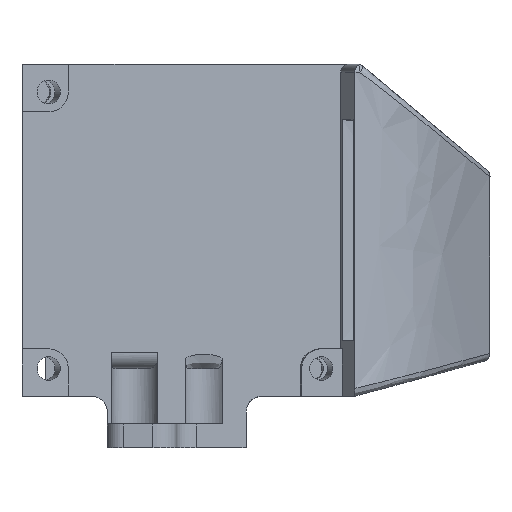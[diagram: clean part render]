
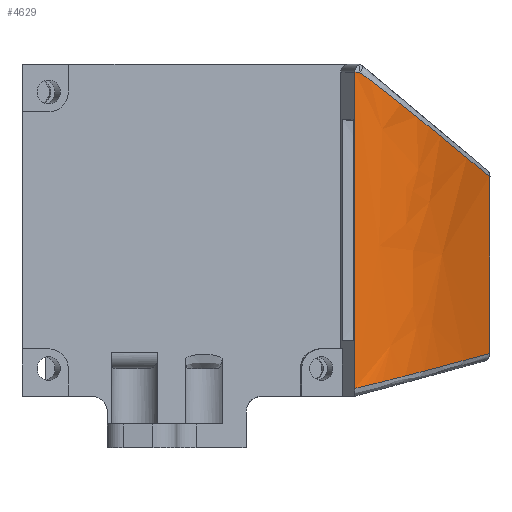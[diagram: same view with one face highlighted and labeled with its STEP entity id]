
A CAD part, left-side view. The second image highlights one B-rep face of the part: STEP entity #4629.
In plain terms, the highlighted free-form (B-spline) face has degree [3, 1] with [10, 2] control points.
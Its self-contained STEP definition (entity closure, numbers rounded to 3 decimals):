
#36=B_SPLINE_SURFACE_WITH_KNOTS('',3,1,((#7763,#7764),(#7765,#7766),(#7767,
#7768),(#7769,#7770),(#7771,#7772),(#7773,#7774),(#7775,#7776),(#7777,#7778),
(#7779,#7780),(#7781,#7782)),.UNSPECIFIED.,.F.,.F.,.F.,(4,3,3,4),(2,2),
(0.,0.5,0.858,1.),(-0.1,4.1),.UNSPECIFIED.);
#153=B_SPLINE_CURVE_WITH_KNOTS('',3,(#7570,#7571,#7572,#7573,#7574),
 .UNSPECIFIED.,.F.,.F.,(4,1,4),(-2.791,-2.095,-1.399),
 .UNSPECIFIED.);
#154=B_SPLINE_CURVE_WITH_KNOTS('',3,(#7576,#7577,#7578,#7579,#7580,#7581,
#7582),.UNSPECIFIED.,.F.,.F.,(4,2,1,4),(-1.399,-1.398,
-0.875,-0.353),.UNSPECIFIED.);
#155=B_SPLINE_CURVE_WITH_KNOTS('',3,(#7584,#7585,#7586,#7587,#7588,#7589,
#7590,#7591,#7592,#7593,#7594),.UNSPECIFIED.,.F.,.F.,(4,2,1,1,1,1,1,4),
(-0.353,-0.352,-0.26,-0.167,
-0.074,-0.028,-0.005,0.),
 .UNSPECIFIED.);
#157=B_SPLINE_CURVE_WITH_KNOTS('',3,(#7634,#7635,#7636,#7637),
 .UNSPECIFIED.,.F.,.F.,(4,4),(-2.854,-2.797),
 .UNSPECIFIED.);
#159=B_SPLINE_CURVE_WITH_KNOTS('',3,(#7687,#7688,#7689,#7690,#7691,#7692),
 .UNSPECIFIED.,.F.,.F.,(4,2,4),(-3.123,-2.765,-2.765),
 .UNSPECIFIED.);
#160=B_SPLINE_CURVE_WITH_KNOTS('',3,(#7694,#7695,#7696,#7697),
 .UNSPECIFIED.,.F.,.F.,(4,4),(-2.765,-1.58),
 .UNSPECIFIED.);
#161=B_SPLINE_CURVE_WITH_KNOTS('',3,(#7698,#7699,#7700,#7701,#7702,#7703),
 .UNSPECIFIED.,.F.,.F.,(4,2,4),(-1.58,-1.58,-0.105),
 .UNSPECIFIED.);
#162=B_SPLINE_CURVE_WITH_KNOTS('',3,(#7724,#7725,#7726,#7727),
 .UNSPECIFIED.,.F.,.F.,(4,4),(-2.779,-0.542),
 .UNSPECIFIED.);
#166=B_SPLINE_CURVE_WITH_KNOTS('',3,(#7783,#7784,#7785,#7786,#7787,#7788),
 .UNSPECIFIED.,.F.,.F.,(4,2,4),(-4.101,-2.1,-0.1),
 .UNSPECIFIED.);
#467=FACE_OUTER_BOUND('',#733,.T.);
#733=EDGE_LOOP('',(#3601,#3602,#3603,#3604,#3605,#3606,#3607,#3608,#3609));
#2134=VERTEX_POINT('',#7216);
#2150=VERTEX_POINT('',#7277);
#2160=VERTEX_POINT('',#7479);
#2162=VERTEX_POINT('',#7569);
#2163=VERTEX_POINT('',#7575);
#2164=VERTEX_POINT('',#7583);
#2167=VERTEX_POINT('',#7611);
#2168=VERTEX_POINT('',#7686);
#2169=VERTEX_POINT('',#7693);
#2692=EDGE_CURVE('',#2160,#2162,#153,.T.);
#2693=EDGE_CURVE('',#2162,#2163,#154,.T.);
#2694=EDGE_CURVE('',#2163,#2164,#155,.T.);
#2700=EDGE_CURVE('',#2134,#2150,#157,.T.);
#2702=EDGE_CURVE('',#2150,#2168,#159,.T.);
#2703=EDGE_CURVE('',#2168,#2169,#160,.T.);
#2704=EDGE_CURVE('',#2169,#2167,#161,.T.);
#2705=EDGE_CURVE('',#2167,#2160,#162,.T.);
#2711=EDGE_CURVE('',#2164,#2134,#166,.T.);
#3601=ORIENTED_EDGE('',*,*,#2694,.F.);
#3602=ORIENTED_EDGE('',*,*,#2693,.F.);
#3603=ORIENTED_EDGE('',*,*,#2692,.F.);
#3604=ORIENTED_EDGE('',*,*,#2705,.F.);
#3605=ORIENTED_EDGE('',*,*,#2704,.F.);
#3606=ORIENTED_EDGE('',*,*,#2703,.F.);
#3607=ORIENTED_EDGE('',*,*,#2702,.F.);
#3608=ORIENTED_EDGE('',*,*,#2700,.F.);
#3609=ORIENTED_EDGE('',*,*,#2711,.F.);
#4629=ADVANCED_FACE('',(#467),#36,.T.);
#7216=CARTESIAN_POINT('',(-32.676,-39.114,63.5));
#7277=CARTESIAN_POINT('',(-32.534,-39.732,63.5));
#7479=CARTESIAN_POINT('',(-10.966,-56.139,27.919));
#7569=CARTESIAN_POINT('',(-23.517,-49.934,26.239));
#7570=CARTESIAN_POINT('Ctrl Pts',(-10.966,-56.139,27.919));
#7571=CARTESIAN_POINT('Ctrl Pts',(-13.106,-55.248,27.674));
#7572=CARTESIAN_POINT('Ctrl Pts',(-17.399,-53.397,27.169));
#7573=CARTESIAN_POINT('Ctrl Pts',(-21.532,-51.192,26.575));
#7574=CARTESIAN_POINT('Ctrl Pts',(-23.516,-49.933,26.238));
#7575=CARTESIAN_POINT('',(-31.314,-42.605,24.341));
#7576=CARTESIAN_POINT('Ctrl Pts',(-23.516,-49.933,26.238));
#7577=CARTESIAN_POINT('Ctrl Pts',(-23.516,-49.932,26.238));
#7578=CARTESIAN_POINT('Ctrl Pts',(-23.517,-49.932,26.238));
#7579=CARTESIAN_POINT('Ctrl Pts',(-25.007,-48.985,25.985));
#7580=CARTESIAN_POINT('Ctrl Pts',(-27.919,-46.903,25.434));
#7581=CARTESIAN_POINT('Ctrl Pts',(-30.369,-44.2,24.74));
#7582=CARTESIAN_POINT('Ctrl Pts',(-31.313,-42.603,24.342));
#7583=CARTESIAN_POINT('',(-32.676,-39.114,23.486));
#7584=CARTESIAN_POINT('Ctrl Pts',(-31.313,-42.603,24.342));
#7585=CARTESIAN_POINT('Ctrl Pts',(-31.313,-42.603,24.342));
#7586=CARTESIAN_POINT('Ctrl Pts',(-31.313,-42.602,24.342));
#7587=CARTESIAN_POINT('Ctrl Pts',(-31.481,-42.319,24.271));
#7588=CARTESIAN_POINT('Ctrl Pts',(-31.794,-41.74,24.127));
#7589=CARTESIAN_POINT('Ctrl Pts',(-32.191,-40.833,23.905));
#7590=CARTESIAN_POINT('Ctrl Pts',(-32.454,-40.048,23.713));
#7591=CARTESIAN_POINT('Ctrl Pts',(-32.598,-39.482,23.577));
#7592=CARTESIAN_POINT('Ctrl Pts',(-32.654,-39.225,23.514));
#7593=CARTESIAN_POINT('Ctrl Pts',(-32.673,-39.128,23.491));
#7594=CARTESIAN_POINT('Ctrl Pts',(-32.676,-39.113,23.488));
#7611=CARTESIAN_POINT('',(-10.966,-56.139,50.294));
#7634=CARTESIAN_POINT('Ctrl Pts',(-32.676,-39.114,63.5));
#7635=CARTESIAN_POINT('Ctrl Pts',(-32.635,-39.322,63.5));
#7636=CARTESIAN_POINT('Ctrl Pts',(-32.588,-39.528,63.5));
#7637=CARTESIAN_POINT('Ctrl Pts',(-32.534,-39.732,63.5));
#7686=CARTESIAN_POINT('',(-31.314,-42.605,61.302));
#7687=CARTESIAN_POINT('Ctrl Pts',(-32.534,-39.732,63.5));
#7688=CARTESIAN_POINT('Ctrl Pts',(-32.271,-40.728,62.746));
#7689=CARTESIAN_POINT('Ctrl Pts',(-31.851,-41.697,62.006));
#7690=CARTESIAN_POINT('Ctrl Pts',(-31.314,-42.604,61.302));
#7691=CARTESIAN_POINT('Ctrl Pts',(-31.314,-42.604,61.302));
#7692=CARTESIAN_POINT('Ctrl Pts',(-31.314,-42.604,61.302));
#7693=CARTESIAN_POINT('',(-23.517,-49.934,55.434));
#7694=CARTESIAN_POINT('Ctrl Pts',(-31.314,-42.604,61.302));
#7695=CARTESIAN_POINT('Ctrl Pts',(-29.537,-45.608,58.972));
#7696=CARTESIAN_POINT('Ctrl Pts',(-26.62,-47.959,57.054));
#7697=CARTESIAN_POINT('Ctrl Pts',(-23.516,-49.933,55.434));
#7698=CARTESIAN_POINT('Ctrl Pts',(-23.516,-49.933,55.434));
#7699=CARTESIAN_POINT('Ctrl Pts',(-23.515,-49.934,55.434));
#7700=CARTESIAN_POINT('Ctrl Pts',(-23.514,-49.934,55.433));
#7701=CARTESIAN_POINT('Ctrl Pts',(-19.649,-52.392,53.417));
#7702=CARTESIAN_POINT('Ctrl Pts',(-15.298,-54.336,51.802));
#7703=CARTESIAN_POINT('Ctrl Pts',(-10.966,-56.139,50.294));
#7724=CARTESIAN_POINT('Ctrl Pts',(-10.966,-56.139,50.294));
#7725=CARTESIAN_POINT('Ctrl Pts',(-10.966,-56.139,42.835));
#7726=CARTESIAN_POINT('Ctrl Pts',(-10.966,-56.139,35.377));
#7727=CARTESIAN_POINT('Ctrl Pts',(-10.966,-56.139,27.919));
#7763=CARTESIAN_POINT('Ctrl Pts',(-10.041,-56.523,64.5));
#7764=CARTESIAN_POINT('Ctrl Pts',(-10.041,-56.523,22.5));
#7765=CARTESIAN_POINT('Ctrl Pts',(-13.849,-54.946,64.5));
#7766=CARTESIAN_POINT('Ctrl Pts',(-13.849,-54.946,22.5));
#7767=CARTESIAN_POINT('Ctrl Pts',(-19.037,-52.781,64.5));
#7768=CARTESIAN_POINT('Ctrl Pts',(-19.037,-52.781,22.5));
#7769=CARTESIAN_POINT('Ctrl Pts',(-23.517,-49.934,64.5));
#7770=CARTESIAN_POINT('Ctrl Pts',(-23.517,-49.934,22.5));
#7771=CARTESIAN_POINT('Ctrl Pts',(-26.728,-47.894,64.5));
#7772=CARTESIAN_POINT('Ctrl Pts',(-26.728,-47.894,22.5));
#7773=CARTESIAN_POINT('Ctrl Pts',(-29.601,-45.508,64.5));
#7774=CARTESIAN_POINT('Ctrl Pts',(-29.601,-45.508,22.5));
#7775=CARTESIAN_POINT('Ctrl Pts',(-31.314,-42.605,64.5));
#7776=CARTESIAN_POINT('Ctrl Pts',(-31.314,-42.605,22.5));
#7777=CARTESIAN_POINT('Ctrl Pts',(-31.991,-41.457,64.5));
#7778=CARTESIAN_POINT('Ctrl Pts',(-31.991,-41.457,22.5));
#7779=CARTESIAN_POINT('Ctrl Pts',(-32.482,-40.225,64.5));
#7780=CARTESIAN_POINT('Ctrl Pts',(-32.482,-40.225,22.5));
#7781=CARTESIAN_POINT('Ctrl Pts',(-32.713,-38.917,64.5));
#7782=CARTESIAN_POINT('Ctrl Pts',(-32.713,-38.917,22.5));
#7783=CARTESIAN_POINT('Ctrl Pts',(-32.676,-39.114,23.486));
#7784=CARTESIAN_POINT('Ctrl Pts',(-32.676,-39.114,30.158));
#7785=CARTESIAN_POINT('Ctrl Pts',(-32.676,-39.114,36.829));
#7786=CARTESIAN_POINT('Ctrl Pts',(-32.676,-39.114,50.167));
#7787=CARTESIAN_POINT('Ctrl Pts',(-32.676,-39.114,56.833));
#7788=CARTESIAN_POINT('Ctrl Pts',(-32.676,-39.114,63.5));
